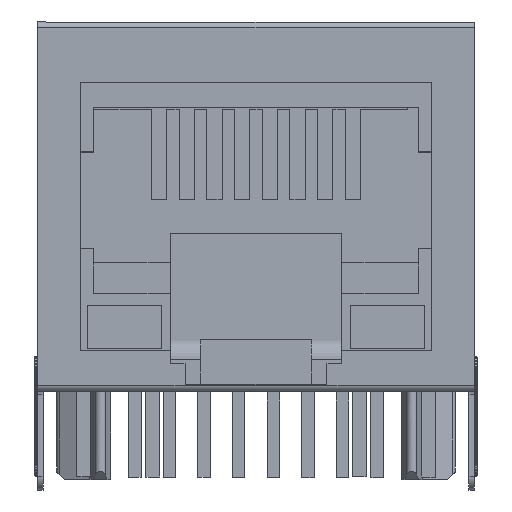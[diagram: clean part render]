
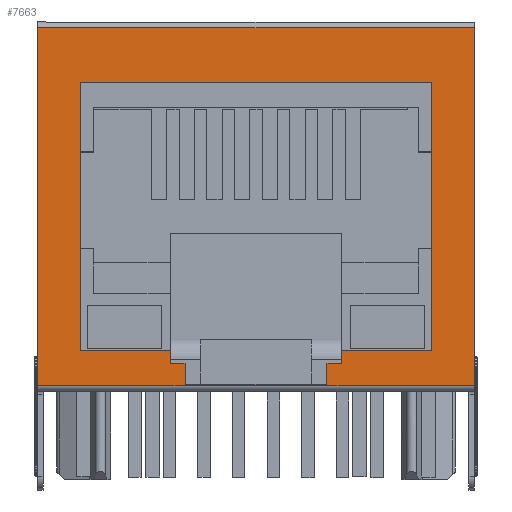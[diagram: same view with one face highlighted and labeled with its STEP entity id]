
A CAD part, top view. The second image highlights one B-rep face of the part: STEP entity #7663.
In plain terms, the highlighted planar face has unit normal (0, 0, 1).
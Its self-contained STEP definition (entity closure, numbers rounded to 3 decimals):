
#1252 = LINE ( 'NONE', #8494, #1254 ) ;
#1254 = VECTOR ( 'NONE', #8488, 1000. ) ;
#1255 = LINE ( 'NONE', #8504, #1258 ) ;
#1258 = VECTOR ( 'NONE', #8505, 1000. ) ;
#1868 = EDGE_CURVE ( 'NONE', #9681, #9662, #3852, .T. ) ;
#1877 = EDGE_CURVE ( 'NONE', #9681, #9577, #3867, .T. ) ;
#1878 = EDGE_CURVE ( 'NONE', #9662, #9586, #3868, .T. ) ;
#1879 = EDGE_CURVE ( 'NONE', #9582, #9696, #3870, .T. ) ;
#1880 = EDGE_CURVE ( 'NONE', #9696, #9703, #3872, .T. ) ;
#1881 = EDGE_CURVE ( 'NONE', #9703, #9705, #3874, .T. ) ;
#1882 = EDGE_CURVE ( 'NONE', #9705, #9707, #3876, .T. ) ;
#1883 = EDGE_CURVE ( 'NONE', #9707, #9709, #3878, .T. ) ;
#1884 = EDGE_CURVE ( 'NONE', #9709, #9737, #3880, .T. ) ;
#1885 = EDGE_CURVE ( 'NONE', #9737, #9739, #3882, .T. ) ;
#1886 = EDGE_CURVE ( 'NONE', #9739, #9741, #3884, .T. ) ;
#1887 = EDGE_CURVE ( 'NONE', #9741, #9743, #3886, .T. ) ;
#1888 = EDGE_CURVE ( 'NONE', #9743, #9745, #3888, .T. ) ;
#1889 = EDGE_CURVE ( 'NONE', #9745, #9594, #3890, .T. ) ;
#2703 = ORIENTED_EDGE ( 'NONE', *, *, #1877, .F. ) ;
#3116 = FACE_OUTER_BOUND ( 'NONE', #3717, .T. ) ;
#3717 = EDGE_LOOP ( 'NONE', ( #2703, #9336, #9335, #9334, #9333, #9330, #9329, #9327, #9326, #9325, #9324, #9323, #9322, #9321, #9320, #9319 ) ) ;
#3852 = LINE ( 'NONE', #8049, #3855 ) ;
#3855 = VECTOR ( 'NONE', #8045, 1000. ) ;
#3867 = LINE ( 'NONE', #8022, #3869 ) ;
#3868 = LINE ( 'NONE', #7998, #3871 ) ;
#3869 = VECTOR ( 'NONE', #8019, 1000. ) ;
#3870 = LINE ( 'NONE', #7995, #3873 ) ;
#3871 = VECTOR ( 'NONE', #7997, 1000. ) ;
#3872 = LINE ( 'NONE', #8073, #3875 ) ;
#3873 = VECTOR ( 'NONE', #8074, 1000. ) ;
#3874 = LINE ( 'NONE', #8056, #3877 ) ;
#3875 = VECTOR ( 'NONE', #8057, 1000. ) ;
#3876 = LINE ( 'NONE', #8062, #3879 ) ;
#3877 = VECTOR ( 'NONE', #8063, 1000. ) ;
#3878 = LINE ( 'NONE', #8046, #3881 ) ;
#3879 = VECTOR ( 'NONE', #8047, 1000. ) ;
#3880 = LINE ( 'NONE', #8040, #3883 ) ;
#3881 = VECTOR ( 'NONE', #8041, 1000. ) ;
#3882 = LINE ( 'NONE', #8034, #3885 ) ;
#3883 = VECTOR ( 'NONE', #8035, 1000. ) ;
#3884 = LINE ( 'NONE', #8020, #3887 ) ;
#3885 = VECTOR ( 'NONE', #8021, 1000. ) ;
#3886 = LINE ( 'NONE', #8028, #3889 ) ;
#3887 = VECTOR ( 'NONE', #8029, 1000. ) ;
#3888 = LINE ( 'NONE', #8015, #3891 ) ;
#3889 = VECTOR ( 'NONE', #8027, 1000. ) ;
#3890 = LINE ( 'NONE', #8010, #3893 ) ;
#3891 = VECTOR ( 'NONE', #8014, 1000. ) ;
#3893 = VECTOR ( 'NONE', #8009, 1000. ) ;
#7663 = ADVANCED_FACE ( 'NONE', ( #3116 ), #10745, .T. ) ;
#7995 = CARTESIAN_POINT ( 'NONE',  ( -2.604, -5.779, 0.254 ) ) ;
#7997 = DIRECTION ( 'NONE',  ( 0., -1., 0. ) ) ;
#7998 = CARTESIAN_POINT ( 'NONE',  ( -8.014, -6.629, 0.254 ) ) ;
#8009 = DIRECTION ( 'NONE',  ( 0., -1., 0. ) ) ;
#8010 = CARTESIAN_POINT ( 'NONE',  ( 2.604, -6.642, 0.254 ) ) ;
#8014 = DIRECTION ( 'NONE',  ( -1., 0., 0. ) ) ;
#8015 = CARTESIAN_POINT ( 'NONE',  ( -7.811, -5.779, 0.254 ) ) ;
#8019 = DIRECTION ( 'NONE',  ( 0., -1., 0. ) ) ;
#8020 = CARTESIAN_POINT ( 'NONE',  ( 3.15, -5.321, 0.254 ) ) ;
#8021 = DIRECTION ( 'NONE',  ( 0., -1., 0. ) ) ;
#8022 = CARTESIAN_POINT ( 'NONE',  ( 8.014, -6.642, 0.254 ) ) ;
#8027 = DIRECTION ( 'NONE',  ( 0., -1., 0. ) ) ;
#8028 = CARTESIAN_POINT ( 'NONE',  ( 3.15, -6.642, 0.254 ) ) ;
#8029 = DIRECTION ( 'NONE',  ( -1., 0., 0. ) ) ;
#8034 = CARTESIAN_POINT ( 'NONE',  ( 6.452, -5.321, 0.254 ) ) ;
#8035 = DIRECTION ( 'NONE',  ( 1., 0., 0. ) ) ;
#8040 = CARTESIAN_POINT ( 'NONE',  ( 6.452, 4.509, 0.254 ) ) ;
#8041 = DIRECTION ( 'NONE',  ( 0., 1., 0. ) ) ;
#8045 = DIRECTION ( 'NONE',  ( -1., 0., 0. ) ) ;
#8046 = CARTESIAN_POINT ( 'NONE',  ( -6.452, 4.509, 0.254 ) ) ;
#8047 = DIRECTION ( 'NONE',  ( -1., 0., 0. ) ) ;
#8049 = CARTESIAN_POINT ( 'NONE',  ( -7.811, 6.541, 0.254 ) ) ;
#8056 = CARTESIAN_POINT ( 'NONE',  ( -3.15, -5.779, 0.254 ) ) ;
#8057 = DIRECTION ( 'NONE',  ( -1., 0., 0. ) ) ;
#8062 = CARTESIAN_POINT ( 'NONE',  ( -6.452, -5.321, 0.254 ) ) ;
#8063 = DIRECTION ( 'NONE',  ( 0., 1., 0. ) ) ;
#8073 = CARTESIAN_POINT ( 'NONE',  ( -3.15, -5.779, 0.254 ) ) ;
#8074 = DIRECTION ( 'NONE',  ( 0., 1., 0. ) ) ;
#8488 = DIRECTION ( 'NONE',  ( 1., 0., 0. ) ) ;
#8494 = CARTESIAN_POINT ( 'NONE',  ( -7.811, -6.592, 0.254 ) ) ;
#8504 = CARTESIAN_POINT ( 'NONE',  ( -7.811, -6.592, 0.254 ) ) ;
#8505 = DIRECTION ( 'NONE',  ( 1., 0., 0. ) ) ;
#9319 = ORIENTED_EDGE ( 'NONE', *, *, #13610, .T. ) ;
#9320 = ORIENTED_EDGE ( 'NONE', *, *, #1889, .T. ) ;
#9321 = ORIENTED_EDGE ( 'NONE', *, *, #1888, .T. ) ;
#9322 = ORIENTED_EDGE ( 'NONE', *, *, #1887, .T. ) ;
#9323 = ORIENTED_EDGE ( 'NONE', *, *, #1886, .T. ) ;
#9324 = ORIENTED_EDGE ( 'NONE', *, *, #1885, .T. ) ;
#9325 = ORIENTED_EDGE ( 'NONE', *, *, #1884, .T. ) ;
#9326 = ORIENTED_EDGE ( 'NONE', *, *, #1883, .T. ) ;
#9327 = ORIENTED_EDGE ( 'NONE', *, *, #1882, .T. ) ;
#9329 = ORIENTED_EDGE ( 'NONE', *, *, #1881, .T. ) ;
#9330 = ORIENTED_EDGE ( 'NONE', *, *, #1880, .T. ) ;
#9333 = ORIENTED_EDGE ( 'NONE', *, *, #1879, .T. ) ;
#9334 = ORIENTED_EDGE ( 'NONE', *, *, #13612, .T. ) ;
#9335 = ORIENTED_EDGE ( 'NONE', *, *, #1878, .T. ) ;
#9336 = ORIENTED_EDGE ( 'NONE', *, *, #1868, .T. ) ;
#9577 = VERTEX_POINT ( 'NONE', #14766 ) ;
#9582 = VERTEX_POINT ( 'NONE', #14769 ) ;
#9586 = VERTEX_POINT ( 'NONE', #14771 ) ;
#9594 = VERTEX_POINT ( 'NONE', #14775 ) ;
#9662 = VERTEX_POINT ( 'NONE', #14809 ) ;
#9681 = VERTEX_POINT ( 'NONE', #14819 ) ;
#9696 = VERTEX_POINT ( 'NONE', #14826 ) ;
#9703 = VERTEX_POINT ( 'NONE', #14830 ) ;
#9705 = VERTEX_POINT ( 'NONE', #14831 ) ;
#9707 = VERTEX_POINT ( 'NONE', #14832 ) ;
#9709 = VERTEX_POINT ( 'NONE', #14833 ) ;
#9737 = VERTEX_POINT ( 'NONE', #14847 ) ;
#9739 = VERTEX_POINT ( 'NONE', #14848 ) ;
#9741 = VERTEX_POINT ( 'NONE', #14849 ) ;
#9743 = VERTEX_POINT ( 'NONE', #14850 ) ;
#9745 = VERTEX_POINT ( 'NONE', #14851 ) ;
#10745 = PLANE ( 'NONE',  #13359 ) ;
#10764 = CARTESIAN_POINT ( 'NONE',  ( -7.811, -6.642, 0.254 ) ) ;
#10765 = DIRECTION ( 'NONE',  ( 0., 0., 1. ) ) ;
#10766 = DIRECTION ( 'NONE',  ( 1., 0., 0. ) ) ;
#13359 = AXIS2_PLACEMENT_3D ( 'NONE', #10764, #10765, #10766 ) ;
#13610 = EDGE_CURVE ( 'NONE', #9594, #9577, #1252, .T. ) ;
#13612 = EDGE_CURVE ( 'NONE', #9586, #9582, #1255, .T. ) ;
#14766 = CARTESIAN_POINT ( 'NONE',  ( 8.014, -6.592, 0.254 ) ) ;
#14769 = CARTESIAN_POINT ( 'NONE',  ( -2.604, -6.592, 0.254 ) ) ;
#14771 = CARTESIAN_POINT ( 'NONE',  ( -8.014, -6.592, 0.254 ) ) ;
#14775 = CARTESIAN_POINT ( 'NONE',  ( 2.604, -6.592, 0.254 ) ) ;
#14809 = CARTESIAN_POINT ( 'NONE',  ( -8.014, 6.541, 0.254 ) ) ;
#14819 = CARTESIAN_POINT ( 'NONE',  ( 8.014, 6.541, 0.254 ) ) ;
#14826 = CARTESIAN_POINT ( 'NONE',  ( -2.604, -5.779, 0.254 ) ) ;
#14830 = CARTESIAN_POINT ( 'NONE',  ( -3.15, -5.779, 0.254 ) ) ;
#14831 = CARTESIAN_POINT ( 'NONE',  ( -3.15, -5.321, 0.254 ) ) ;
#14832 = CARTESIAN_POINT ( 'NONE',  ( -6.452, -5.321, 0.254 ) ) ;
#14833 = CARTESIAN_POINT ( 'NONE',  ( -6.452, 4.509, 0.254 ) ) ;
#14847 = CARTESIAN_POINT ( 'NONE',  ( 6.452, 4.508, 0.254 ) ) ;
#14848 = CARTESIAN_POINT ( 'NONE',  ( 6.452, -5.321, 0.254 ) ) ;
#14849 = CARTESIAN_POINT ( 'NONE',  ( 3.15, -5.321, 0.254 ) ) ;
#14850 = CARTESIAN_POINT ( 'NONE',  ( 3.15, -5.779, 0.254 ) ) ;
#14851 = CARTESIAN_POINT ( 'NONE',  ( 2.604, -5.779, 0.254 ) ) ;
